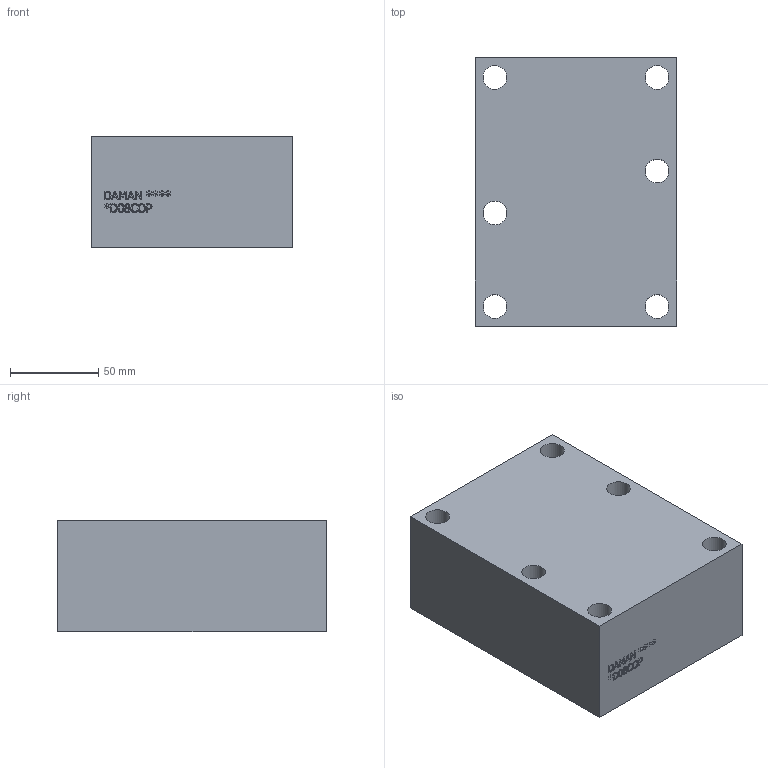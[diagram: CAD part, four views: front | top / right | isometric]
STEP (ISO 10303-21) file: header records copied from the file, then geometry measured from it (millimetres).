
FILE_DESCRIPTION(/* description */ (''),/* implementation_level */ '2;1');
FILE_NAME(/* name */ '_D08COP.stp',/* time_stamp */ '2021-12-09T13:15:54-05:00',/* author */ ('jrf'),/* organization */ (''),/* preprocessor_version */ 'ST-DEVELOPER v18',/* originating_system */ 'Autodesk Inventor 2020',/* authorisation */ '');
FILE_SCHEMA (('AUTOMOTIVE_DESIGN { 1 0 10303 214 3 1 1 }'));
Length unit declared in the file: millimetre
Products named in the file (1): Part_AD08COP_3D
Bounding box: 114.3 x 152.4 x 63.5 mm (x, y, z)
Volume: 1011956.1 mm3; surface area: 87777.5 mm2
Topology: 1 solids, 1 shells, 309 faces, 853 edges, 583 vertices
Faces by surface type: plane 202, bspline 85, cylinder 18, cone 4
Full cylindrical faces by diameter (mm): 6.35 x2, 13.487 x6, 23.012 x2, 25.4 x2, 33.35 x2
Entity records: 10522 total; most frequent: CARTESIAN_POINT 2840, ORIENTED_EDGE 1680, DIRECTION 1186, EDGE_CURVE 840, LINE 614, VECTOR 614, VERTEX_POINT 568, EDGE_LOOP 356
